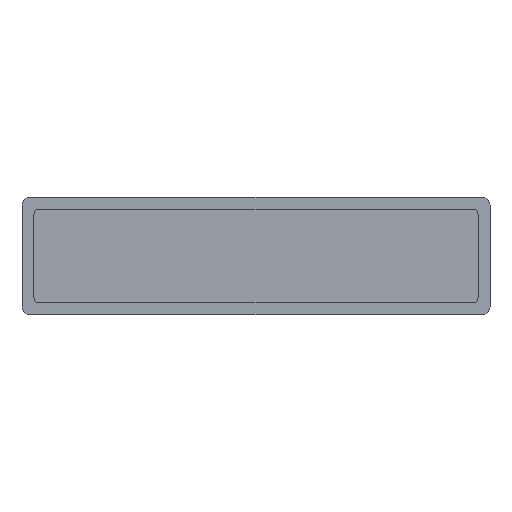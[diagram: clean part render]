
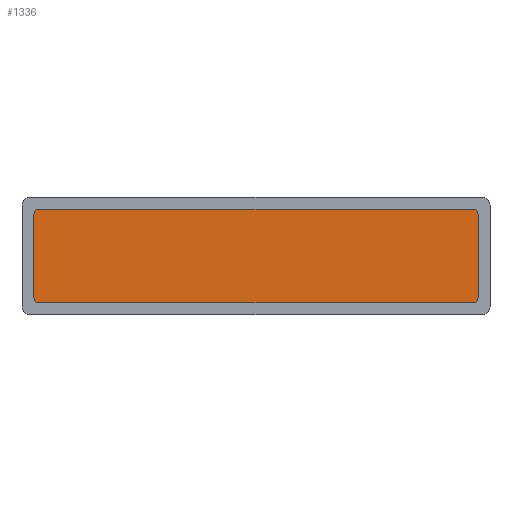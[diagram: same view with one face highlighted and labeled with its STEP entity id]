
A CAD part, top view. The second image highlights one B-rep face of the part: STEP entity #1336.
In plain terms, the highlighted planar face has unit normal (0, 0, 1).
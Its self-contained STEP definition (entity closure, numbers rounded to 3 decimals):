
#363 = PLANE('',#364);
#364 = AXIS2_PLACEMENT_3D('',#365,#366,#367);
#365 = CARTESIAN_POINT('',(2.,16.8,0.));
#366 = DIRECTION('',(-1.,-0.,-0.));
#367 = DIRECTION('',(0.,-1.,0.));
#396 = CYLINDRICAL_SURFACE('',#397,0.8);
#397 = AXIS2_PLACEMENT_3D('',#398,#399,#400);
#398 = CARTESIAN_POINT('',(2.8,2.8,0.));
#399 = DIRECTION('',(0.,0.,1.));
#400 = DIRECTION('',(1.,0.,0.));
#424 = PLANE('',#425);
#425 = AXIS2_PLACEMENT_3D('',#426,#427,#428);
#426 = CARTESIAN_POINT('',(2.8,2.,0.));
#427 = DIRECTION('',(0.,-1.,0.));
#428 = DIRECTION('',(1.,0.,0.));
#457 = CYLINDRICAL_SURFACE('',#458,0.8);
#458 = AXIS2_PLACEMENT_3D('',#459,#460,#461);
#459 = CARTESIAN_POINT('',(75.3,2.8,0.));
#460 = DIRECTION('',(0.,0.,1.));
#461 = DIRECTION('',(1.,0.,0.));
#485 = PLANE('',#486);
#486 = AXIS2_PLACEMENT_3D('',#487,#488,#489);
#487 = CARTESIAN_POINT('',(76.1,2.8,0.));
#488 = DIRECTION('',(1.,0.,0.));
#489 = DIRECTION('',(0.,1.,0.));
#518 = CYLINDRICAL_SURFACE('',#519,0.8);
#519 = AXIS2_PLACEMENT_3D('',#520,#521,#522);
#520 = CARTESIAN_POINT('',(75.3,16.8,0.));
#521 = DIRECTION('',(0.,0.,1.));
#522 = DIRECTION('',(1.,0.,0.));
#546 = PLANE('',#547);
#547 = AXIS2_PLACEMENT_3D('',#548,#549,#550);
#548 = CARTESIAN_POINT('',(75.3,17.6,0.));
#549 = DIRECTION('',(0.,1.,0.));
#550 = DIRECTION('',(-1.,0.,0.));
#577 = CYLINDRICAL_SURFACE('',#578,0.8);
#578 = AXIS2_PLACEMENT_3D('',#579,#580,#581);
#579 = CARTESIAN_POINT('',(2.8,16.8,0.));
#580 = DIRECTION('',(0.,0.,1.));
#581 = DIRECTION('',(1.,0.,0.));
#940 = VERTEX_POINT('',#941);
#941 = CARTESIAN_POINT('',(2.,16.8,0.));
#964 = VERTEX_POINT('',#965);
#965 = CARTESIAN_POINT('',(2.,2.8,0.));
#986 = EDGE_CURVE('',#940,#964,#987,.T.);
#987 = SURFACE_CURVE('',#988,(#992,#999),.PCURVE_S1.);
#988 = LINE('',#989,#990);
#989 = CARTESIAN_POINT('',(2.,16.8,0.));
#990 = VECTOR('',#991,1.);
#991 = DIRECTION('',(0.,-1.,0.));
#992 = PCURVE('',#363,#993);
#993 = DEFINITIONAL_REPRESENTATION('',(#994),#998);
#994 = LINE('',#995,#996);
#995 = CARTESIAN_POINT('',(0.,0.));
#996 = VECTOR('',#997,1.);
#997 = DIRECTION('',(1.,0.));
#998 = ( GEOMETRIC_REPRESENTATION_CONTEXT(2) 
PARAMETRIC_REPRESENTATION_CONTEXT() REPRESENTATION_CONTEXT('2D SPACE',''
  ) );
#999 = PCURVE('',#1000,#1005);
#1000 = PLANE('',#1001);
#1001 = AXIS2_PLACEMENT_3D('',#1002,#1003,#1004);
#1002 = CARTESIAN_POINT('',(39.05,9.8,0.));
#1003 = DIRECTION('',(0.,0.,1.));
#1004 = DIRECTION('',(1.,0.,-0.));
#1005 = DEFINITIONAL_REPRESENTATION('',(#1006),#1010);
#1006 = LINE('',#1007,#1008);
#1007 = CARTESIAN_POINT('',(-37.05,7.));
#1008 = VECTOR('',#1009,1.);
#1009 = DIRECTION('',(0.,-1.));
#1010 = ( GEOMETRIC_REPRESENTATION_CONTEXT(2) 
PARAMETRIC_REPRESENTATION_CONTEXT() REPRESENTATION_CONTEXT('2D SPACE',''
  ) );
#1016 = VERTEX_POINT('',#1017);
#1017 = CARTESIAN_POINT('',(2.8,17.6,0.));
#1040 = EDGE_CURVE('',#1016,#940,#1041,.T.);
#1041 = SURFACE_CURVE('',#1042,(#1047,#1054),.PCURVE_S1.);
#1042 = CIRCLE('',#1043,0.8);
#1043 = AXIS2_PLACEMENT_3D('',#1044,#1045,#1046);
#1044 = CARTESIAN_POINT('',(2.8,16.8,0.));
#1045 = DIRECTION('',(0.,0.,1.));
#1046 = DIRECTION('',(1.,0.,0.));
#1047 = PCURVE('',#577,#1048);
#1048 = DEFINITIONAL_REPRESENTATION('',(#1049),#1053);
#1049 = LINE('',#1050,#1051);
#1050 = CARTESIAN_POINT('',(0.,0.));
#1051 = VECTOR('',#1052,1.);
#1052 = DIRECTION('',(1.,0.));
#1053 = ( GEOMETRIC_REPRESENTATION_CONTEXT(2) 
PARAMETRIC_REPRESENTATION_CONTEXT() REPRESENTATION_CONTEXT('2D SPACE',''
  ) );
#1054 = PCURVE('',#1000,#1055);
#1055 = DEFINITIONAL_REPRESENTATION('',(#1056),#1060);
#1056 = CIRCLE('',#1057,0.8);
#1057 = AXIS2_PLACEMENT_2D('',#1058,#1059);
#1058 = CARTESIAN_POINT('',(-36.25,7.));
#1059 = DIRECTION('',(1.,0.));
#1060 = ( GEOMETRIC_REPRESENTATION_CONTEXT(2) 
PARAMETRIC_REPRESENTATION_CONTEXT() REPRESENTATION_CONTEXT('2D SPACE',''
  ) );
#1068 = VERTEX_POINT('',#1069);
#1069 = CARTESIAN_POINT('',(2.8,2.,0.));
#1090 = EDGE_CURVE('',#964,#1068,#1091,.T.);
#1091 = SURFACE_CURVE('',#1092,(#1097,#1104),.PCURVE_S1.);
#1092 = CIRCLE('',#1093,0.8);
#1093 = AXIS2_PLACEMENT_3D('',#1094,#1095,#1096);
#1094 = CARTESIAN_POINT('',(2.8,2.8,0.));
#1095 = DIRECTION('',(0.,0.,1.));
#1096 = DIRECTION('',(1.,0.,0.));
#1097 = PCURVE('',#396,#1098);
#1098 = DEFINITIONAL_REPRESENTATION('',(#1099),#1103);
#1099 = LINE('',#1100,#1101);
#1100 = CARTESIAN_POINT('',(0.,0.));
#1101 = VECTOR('',#1102,1.);
#1102 = DIRECTION('',(1.,0.));
#1103 = ( GEOMETRIC_REPRESENTATION_CONTEXT(2) 
PARAMETRIC_REPRESENTATION_CONTEXT() REPRESENTATION_CONTEXT('2D SPACE',''
  ) );
#1104 = PCURVE('',#1000,#1105);
#1105 = DEFINITIONAL_REPRESENTATION('',(#1106),#1110);
#1106 = CIRCLE('',#1107,0.8);
#1107 = AXIS2_PLACEMENT_2D('',#1108,#1109);
#1108 = CARTESIAN_POINT('',(-36.25,-7.));
#1109 = DIRECTION('',(1.,0.));
#1110 = ( GEOMETRIC_REPRESENTATION_CONTEXT(2) 
PARAMETRIC_REPRESENTATION_CONTEXT() REPRESENTATION_CONTEXT('2D SPACE',''
  ) );
#1116 = VERTEX_POINT('',#1117);
#1117 = CARTESIAN_POINT('',(75.3,17.6,0.));
#1140 = EDGE_CURVE('',#1116,#1016,#1141,.T.);
#1141 = SURFACE_CURVE('',#1142,(#1146,#1153),.PCURVE_S1.);
#1142 = LINE('',#1143,#1144);
#1143 = CARTESIAN_POINT('',(75.3,17.6,0.));
#1144 = VECTOR('',#1145,1.);
#1145 = DIRECTION('',(-1.,0.,0.));
#1146 = PCURVE('',#546,#1147);
#1147 = DEFINITIONAL_REPRESENTATION('',(#1148),#1152);
#1148 = LINE('',#1149,#1150);
#1149 = CARTESIAN_POINT('',(0.,0.));
#1150 = VECTOR('',#1151,1.);
#1151 = DIRECTION('',(1.,0.));
#1152 = ( GEOMETRIC_REPRESENTATION_CONTEXT(2) 
PARAMETRIC_REPRESENTATION_CONTEXT() REPRESENTATION_CONTEXT('2D SPACE',''
  ) );
#1153 = PCURVE('',#1000,#1154);
#1154 = DEFINITIONAL_REPRESENTATION('',(#1155),#1159);
#1155 = LINE('',#1156,#1157);
#1156 = CARTESIAN_POINT('',(36.25,7.8));
#1157 = VECTOR('',#1158,1.);
#1158 = DIRECTION('',(-1.,0.));
#1159 = ( GEOMETRIC_REPRESENTATION_CONTEXT(2) 
PARAMETRIC_REPRESENTATION_CONTEXT() REPRESENTATION_CONTEXT('2D SPACE',''
  ) );
#1167 = VERTEX_POINT('',#1168);
#1168 = CARTESIAN_POINT('',(75.3,2.,0.));
#1189 = EDGE_CURVE('',#1068,#1167,#1190,.T.);
#1190 = SURFACE_CURVE('',#1191,(#1195,#1202),.PCURVE_S1.);
#1191 = LINE('',#1192,#1193);
#1192 = CARTESIAN_POINT('',(2.8,2.,0.));
#1193 = VECTOR('',#1194,1.);
#1194 = DIRECTION('',(1.,0.,0.));
#1195 = PCURVE('',#424,#1196);
#1196 = DEFINITIONAL_REPRESENTATION('',(#1197),#1201);
#1197 = LINE('',#1198,#1199);
#1198 = CARTESIAN_POINT('',(0.,0.));
#1199 = VECTOR('',#1200,1.);
#1200 = DIRECTION('',(1.,0.));
#1201 = ( GEOMETRIC_REPRESENTATION_CONTEXT(2) 
PARAMETRIC_REPRESENTATION_CONTEXT() REPRESENTATION_CONTEXT('2D SPACE',''
  ) );
#1202 = PCURVE('',#1000,#1203);
#1203 = DEFINITIONAL_REPRESENTATION('',(#1204),#1208);
#1204 = LINE('',#1205,#1206);
#1205 = CARTESIAN_POINT('',(-36.25,-7.8));
#1206 = VECTOR('',#1207,1.);
#1207 = DIRECTION('',(1.,0.));
#1208 = ( GEOMETRIC_REPRESENTATION_CONTEXT(2) 
PARAMETRIC_REPRESENTATION_CONTEXT() REPRESENTATION_CONTEXT('2D SPACE',''
  ) );
#1214 = VERTEX_POINT('',#1215);
#1215 = CARTESIAN_POINT('',(76.1,16.8,0.));
#1238 = EDGE_CURVE('',#1214,#1116,#1239,.T.);
#1239 = SURFACE_CURVE('',#1240,(#1245,#1252),.PCURVE_S1.);
#1240 = CIRCLE('',#1241,0.8);
#1241 = AXIS2_PLACEMENT_3D('',#1242,#1243,#1244);
#1242 = CARTESIAN_POINT('',(75.3,16.8,0.));
#1243 = DIRECTION('',(0.,0.,1.));
#1244 = DIRECTION('',(1.,0.,0.));
#1245 = PCURVE('',#518,#1246);
#1246 = DEFINITIONAL_REPRESENTATION('',(#1247),#1251);
#1247 = LINE('',#1248,#1249);
#1248 = CARTESIAN_POINT('',(0.,0.));
#1249 = VECTOR('',#1250,1.);
#1250 = DIRECTION('',(1.,0.));
#1251 = ( GEOMETRIC_REPRESENTATION_CONTEXT(2) 
PARAMETRIC_REPRESENTATION_CONTEXT() REPRESENTATION_CONTEXT('2D SPACE',''
  ) );
#1252 = PCURVE('',#1000,#1253);
#1253 = DEFINITIONAL_REPRESENTATION('',(#1254),#1258);
#1254 = CIRCLE('',#1255,0.8);
#1255 = AXIS2_PLACEMENT_2D('',#1256,#1257);
#1256 = CARTESIAN_POINT('',(36.25,7.));
#1257 = DIRECTION('',(1.,0.));
#1258 = ( GEOMETRIC_REPRESENTATION_CONTEXT(2) 
PARAMETRIC_REPRESENTATION_CONTEXT() REPRESENTATION_CONTEXT('2D SPACE',''
  ) );
#1266 = VERTEX_POINT('',#1267);
#1267 = CARTESIAN_POINT('',(76.1,2.8,0.));
#1288 = EDGE_CURVE('',#1167,#1266,#1289,.T.);
#1289 = SURFACE_CURVE('',#1290,(#1295,#1302),.PCURVE_S1.);
#1290 = CIRCLE('',#1291,0.8);
#1291 = AXIS2_PLACEMENT_3D('',#1292,#1293,#1294);
#1292 = CARTESIAN_POINT('',(75.3,2.8,0.));
#1293 = DIRECTION('',(0.,0.,1.));
#1294 = DIRECTION('',(1.,0.,0.));
#1295 = PCURVE('',#457,#1296);
#1296 = DEFINITIONAL_REPRESENTATION('',(#1297),#1301);
#1297 = LINE('',#1298,#1299);
#1298 = CARTESIAN_POINT('',(0.,0.));
#1299 = VECTOR('',#1300,1.);
#1300 = DIRECTION('',(1.,0.));
#1301 = ( GEOMETRIC_REPRESENTATION_CONTEXT(2) 
PARAMETRIC_REPRESENTATION_CONTEXT() REPRESENTATION_CONTEXT('2D SPACE',''
  ) );
#1302 = PCURVE('',#1000,#1303);
#1303 = DEFINITIONAL_REPRESENTATION('',(#1304),#1308);
#1304 = CIRCLE('',#1305,0.8);
#1305 = AXIS2_PLACEMENT_2D('',#1306,#1307);
#1306 = CARTESIAN_POINT('',(36.25,-7.));
#1307 = DIRECTION('',(1.,0.));
#1308 = ( GEOMETRIC_REPRESENTATION_CONTEXT(2) 
PARAMETRIC_REPRESENTATION_CONTEXT() REPRESENTATION_CONTEXT('2D SPACE',''
  ) );
#1316 = EDGE_CURVE('',#1266,#1214,#1317,.T.);
#1317 = SURFACE_CURVE('',#1318,(#1322,#1329),.PCURVE_S1.);
#1318 = LINE('',#1319,#1320);
#1319 = CARTESIAN_POINT('',(76.1,2.8,0.));
#1320 = VECTOR('',#1321,1.);
#1321 = DIRECTION('',(0.,1.,0.));
#1322 = PCURVE('',#485,#1323);
#1323 = DEFINITIONAL_REPRESENTATION('',(#1324),#1328);
#1324 = LINE('',#1325,#1326);
#1325 = CARTESIAN_POINT('',(0.,0.));
#1326 = VECTOR('',#1327,1.);
#1327 = DIRECTION('',(1.,0.));
#1328 = ( GEOMETRIC_REPRESENTATION_CONTEXT(2) 
PARAMETRIC_REPRESENTATION_CONTEXT() REPRESENTATION_CONTEXT('2D SPACE',''
  ) );
#1329 = PCURVE('',#1000,#1330);
#1330 = DEFINITIONAL_REPRESENTATION('',(#1331),#1335);
#1331 = LINE('',#1332,#1333);
#1332 = CARTESIAN_POINT('',(37.05,-7.));
#1333 = VECTOR('',#1334,1.);
#1334 = DIRECTION('',(0.,1.));
#1335 = ( GEOMETRIC_REPRESENTATION_CONTEXT(2) 
PARAMETRIC_REPRESENTATION_CONTEXT() REPRESENTATION_CONTEXT('2D SPACE',''
  ) );
#1336 = ADVANCED_FACE('',(#1337),#1000,.T.);
#1337 = FACE_BOUND('',#1338,.T.);
#1338 = EDGE_LOOP('',(#1339,#1340,#1341,#1342,#1343,#1344,#1345,#1346));
#1339 = ORIENTED_EDGE('',*,*,#1040,.T.);
#1340 = ORIENTED_EDGE('',*,*,#986,.T.);
#1341 = ORIENTED_EDGE('',*,*,#1090,.T.);
#1342 = ORIENTED_EDGE('',*,*,#1189,.T.);
#1343 = ORIENTED_EDGE('',*,*,#1288,.T.);
#1344 = ORIENTED_EDGE('',*,*,#1316,.T.);
#1345 = ORIENTED_EDGE('',*,*,#1238,.T.);
#1346 = ORIENTED_EDGE('',*,*,#1140,.T.);
